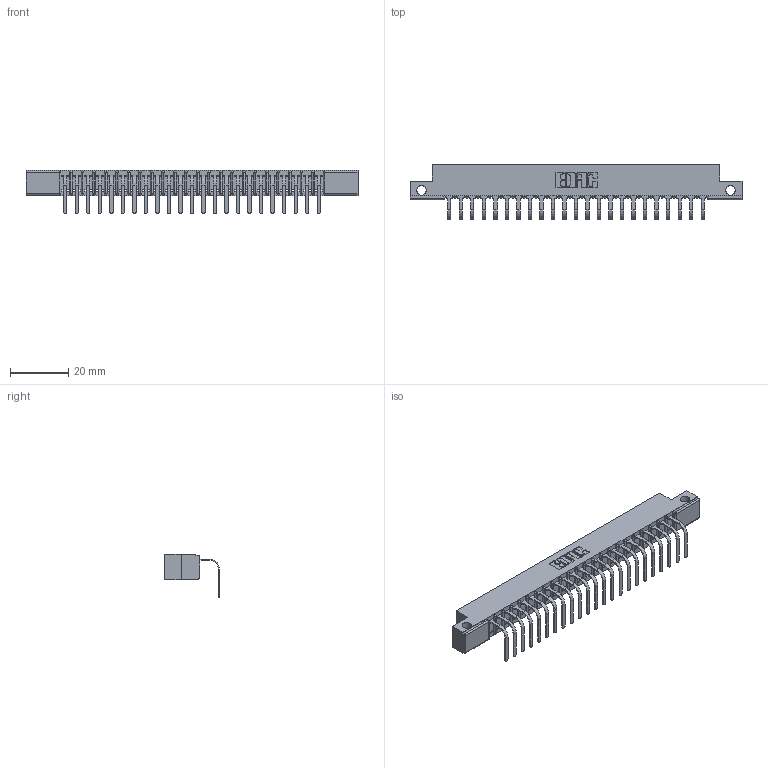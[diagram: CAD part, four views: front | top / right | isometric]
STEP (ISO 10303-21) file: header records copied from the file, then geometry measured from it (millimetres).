
FILE_DESCRIPTION (( 'STEP AP203' ), '1' );
FILE_NAME ('357-023-458-112.STEP', '2022-07-18T22:07:40', ( '' ), ( '' ), 'SwSTEP 2.0', 'SolidWorks 2020', '' );
FILE_SCHEMA (( 'CONFIG_CONTROL_DESIGN' ));
Length unit declared in the file: inch
Products named in the file (3): 307-290-001_558 - 2 (Single); 307 Part_.128 Dia Side Mounting Holes; 357-023-458-112
Assembly tree (24 placements, depth 2):
  357-023-458-112
    307 Part_.128 Dia Side Mounting Holes
    307-290-001_558 - 2 (Single)  x23
Bounding box: 114.15 x 18.78 x 14.81 mm (x, y, z)
Volume: 7223.2 mm3; surface area: 11658.4 mm2
Topology: 24 solids, 24 shells, 1522 faces, 4325 edges, 2786 vertices
Faces by surface type: plane 967, cylinder 507, sphere 48
Entity records: 22166 total; most frequent: CARTESIAN_POINT 3728, ORIENTED_EDGE 3714, DIRECTION 3637, EDGE_CURVE 1857, VECTOR 1415, LINE 1415, VERTEX_POINT 1202, AXIS2_PLACEMENT_3D 1111
